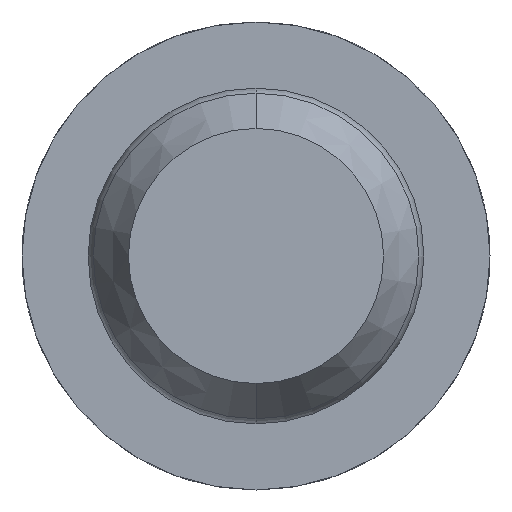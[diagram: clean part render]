
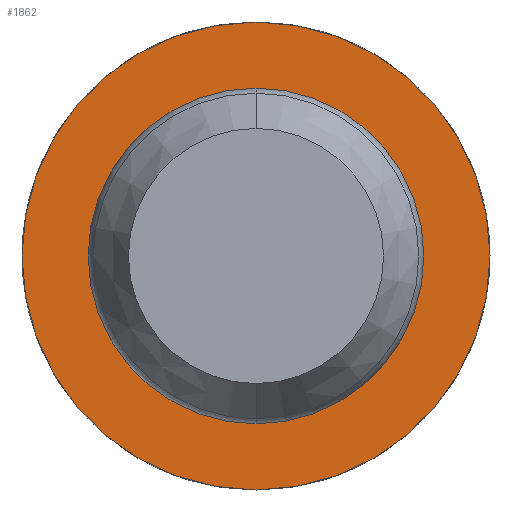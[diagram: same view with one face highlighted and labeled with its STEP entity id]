
A CAD part, front view. The second image highlights one B-rep face of the part: STEP entity #1862.
In plain terms, the highlighted planar face has unit normal (0, -1, 0).
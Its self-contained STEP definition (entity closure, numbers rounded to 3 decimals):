
#30 = DIRECTION ( 'NONE',  ( 0., 1., 0. ) ) ;
#70 = CARTESIAN_POINT ( 'NONE',  ( 0., -10.5, 0. ) ) ;
#79 = CARTESIAN_POINT ( 'NONE',  ( 0., -10.5, -0.825 ) ) ;
#196 = EDGE_CURVE ( 'Defeature ausgef�hrt3_10+Defeature ausgef�hrt3_11+Defeature ausgef�hrt3_11+Defeature ausgef�hrt3_11', #1905, #1777, #3411, .T. ) ;
#309 = CARTESIAN_POINT ( 'NONE',  ( 0., -10.5, 1.15 ) ) ;
#482 = EDGE_LOOP ( 'NONE', ( #2267, #3787 ) ) ;
#833 = EDGE_CURVE ( 'Defeature ausgef�hrt3_10+Defeature ausgef�hrt3_11+Defeature ausgef�hrt3_11+Defeature ausgef�hrt3_11', #1777, #1905, #3875, .T. ) ;
#886 = CARTESIAN_POINT ( 'NONE',  ( 0., -10.5, 0. ) ) ;
#1070 = CARTESIAN_POINT ( 'NONE',  ( 1.15, -10.5, 0. ) ) ;
#1071 = DIRECTION ( 'NONE',  ( 0., 1., 0. ) ) ;
#1087 = DIRECTION ( 'NONE',  ( 0., 1., 0. ) ) ;
#1463 = AXIS2_PLACEMENT_3D ( 'NONE', #1812, #3844, #3519 ) ;
#1524 = CARTESIAN_POINT ( 'NONE',  ( 0., -10.5, -1.15 ) ) ;
#1777 = VERTEX_POINT ( 'NONE', #79 ) ;
#1812 = CARTESIAN_POINT ( 'NONE',  ( 0., -10.5, 0. ) ) ;
#1862 = ADVANCED_FACE ( 'Defeature ausgef�hrt3_10', ( #4335, #2184 ), #3104, .F. ) ;
#1905 = VERTEX_POINT ( 'NONE', #2523 ) ;
#2028 = CIRCLE ( 'NONE', #2257, 1.15 ) ;
#2051 = EDGE_CURVE ( 'Defeature ausgef�hrt3_9+Defeature ausgef�hrt3_10+Defeature ausgef�hrt3_10+Defeature ausgef�hrt3_10', #3417, #4101, #2028, .T. ) ;
#2110 = DIRECTION ( 'NONE',  ( 0., 0., 1. ) ) ;
#2184 = FACE_BOUND ( 'NONE', #3487, .T. ) ;
#2248 = AXIS2_PLACEMENT_3D ( 'NONE', #3091, #1071, #3430 ) ;
#2257 = AXIS2_PLACEMENT_3D ( 'NONE', #886, #3703, #3995 ) ;
#2267 = ORIENTED_EDGE ( 'NONE', *, *, #2051, .F. ) ;
#2523 = CARTESIAN_POINT ( 'NONE',  ( 0., -10.5, 0.825 ) ) ;
#2681 = EDGE_CURVE ( 'Defeature ausgef�hrt3_9+Defeature ausgef�hrt3_10+Defeature ausgef�hrt3_10+Defeature ausgef�hrt3_10', #4101, #3417, #4072, .T. ) ;
#3091 = CARTESIAN_POINT ( 'NONE',  ( 0., -10.5, 0. ) ) ;
#3104 = PLANE ( 'NONE',  #4214 ) ;
#3371 = ORIENTED_EDGE ( 'NONE', *, *, #196, .T. ) ;
#3411 = CIRCLE ( 'NONE', #2248, 0.825 ) ;
#3417 = VERTEX_POINT ( 'NONE', #309 ) ;
#3430 = DIRECTION ( 'NONE',  ( 0., 0., 1. ) ) ;
#3487 = EDGE_LOOP ( 'NONE', ( #3371, #3924 ) ) ;
#3519 = DIRECTION ( 'NONE',  ( 0., 0., 1. ) ) ;
#3703 = DIRECTION ( 'NONE',  ( 0., 1., 0. ) ) ;
#3785 = DIRECTION ( 'NONE',  ( 0., 0., 1. ) ) ;
#3787 = ORIENTED_EDGE ( 'NONE', *, *, #2681, .F. ) ;
#3844 = DIRECTION ( 'NONE',  ( 0., 1., 0. ) ) ;
#3875 = CIRCLE ( 'NONE', #1463, 0.825 ) ;
#3924 = ORIENTED_EDGE ( 'NONE', *, *, #833, .T. ) ;
#3995 = DIRECTION ( 'NONE',  ( 0., 0., 1. ) ) ;
#4033 = AXIS2_PLACEMENT_3D ( 'NONE', #70, #30, #2110 ) ;
#4072 = CIRCLE ( 'NONE', #4033, 1.15 ) ;
#4101 = VERTEX_POINT ( 'NONE', #1524 ) ;
#4214 = AXIS2_PLACEMENT_3D ( 'NONE', #1070, #1087, #3785 ) ;
#4335 = FACE_OUTER_BOUND ( 'NONE', #482, .T. ) ;
